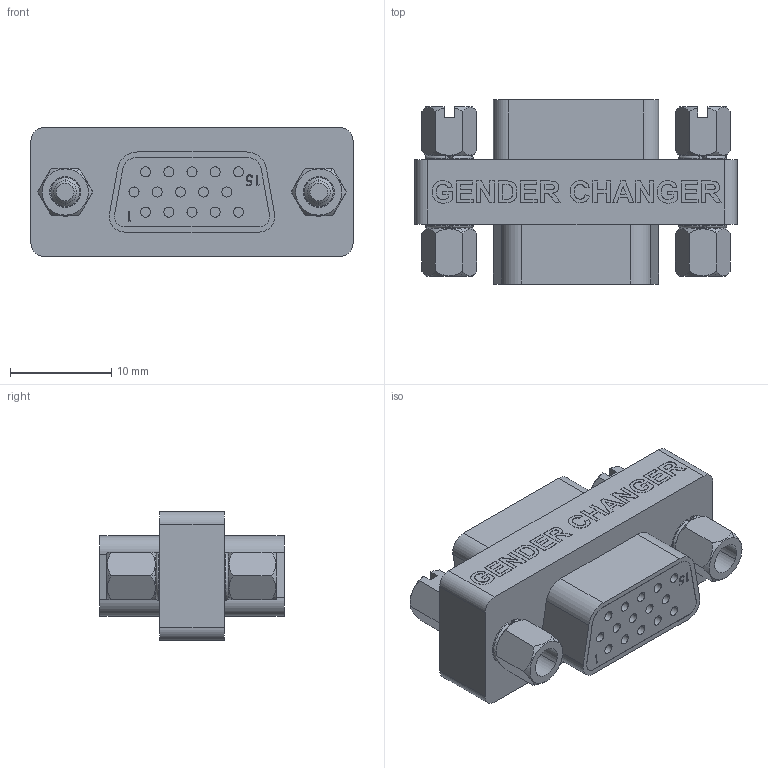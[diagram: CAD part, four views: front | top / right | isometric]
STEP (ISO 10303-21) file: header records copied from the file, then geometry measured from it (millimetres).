
FILE_DESCRIPTION (( 'STEP AP203' ), '1' );
FILE_NAME ('DGBH15F.STEP', '2006-06-23T18:36:19', ( 'lcom' ), ( 'lcom' ), 'SwSTEP 2.0', 'SolidWorks 2006004', '' );
FILE_SCHEMA (( 'CONFIG_CONTROL_DESIGN' ));
Length unit declared in the file: inch
Products named in the file (5): 3AA05-002; SDH15S_Without Mounting Flange and Solder Cups; DGBH15F; DGB9F-MA1_GENDER CHANGER; 3AA06-001
Assembly tree (7 placements, depth 2):
  DGBH15F
    SDH15S_Without Mounting Flange and Solder Cups  x2
    3AA06-001  x2
    3AA05-002  x2
    DGB9F-MA1_GENDER CHANGER
Bounding box: 31.75 x 18.16 x 12.7 mm (x, y, z)
Volume: 4069.4 mm3; surface area: 3768.8 mm2
Topology: 7 solids, 7 shells, 1003 faces, 2648 edges, 1726 vertices
Faces by surface type: plane 688, cylinder 144, bspline 83, cone 56, sphere 20, torus 12
Entity records: 33443 total; most frequent: CARTESIAN_POINT 12270, ORIENTED_EDGE 4488, DIRECTION 3846, EDGE_CURVE 2244, VECTOR 1836, LINE 1836, VERTEX_POINT 1475, AXIS2_PLACEMENT_3D 1005
